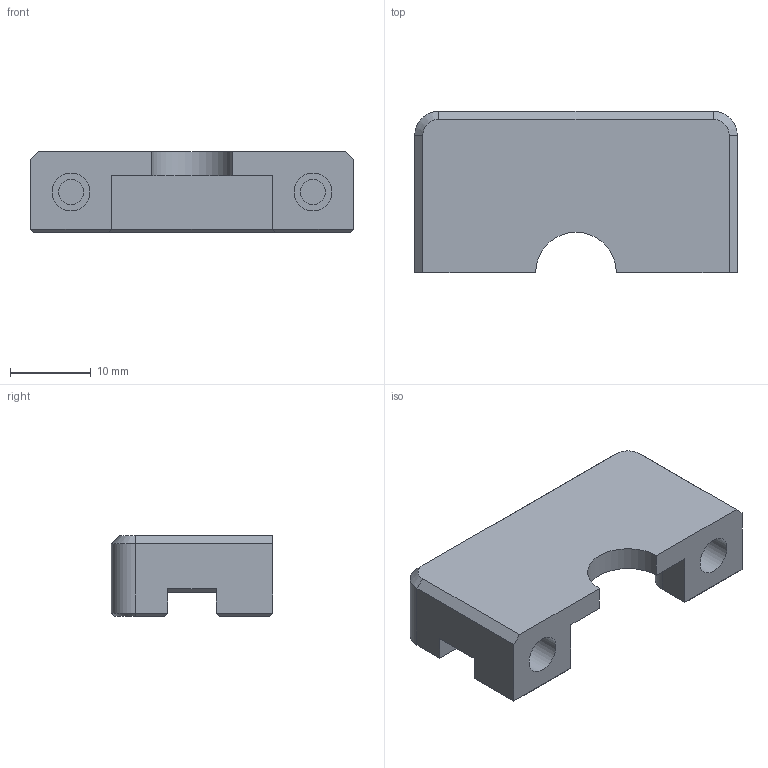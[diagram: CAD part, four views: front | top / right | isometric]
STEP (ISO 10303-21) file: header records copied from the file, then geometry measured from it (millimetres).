
FILE_DESCRIPTION(/* description */ (''),/* implementation_level */ '2;1');
FILE_NAME(/* name */ '',/* time_stamp */ '2026-01-05T12:38:37+03:00',/* author */ (''),/* organization */ (''),/* preprocessor_version */ 'ST-DEVELOPER v20.1',/* originating_system */ 'Autodesk Translation Framework v14.21.0.0',/* authorisation */ '');
FILE_SCHEMA (('AUTOMOTIVE_DESIGN { 1 0 10303 214 3 1 1 }'));
Length unit declared in the file: millimetre
Products named in the file (1): Copy of Copy of 辫子支架^辫子支架_Cop
y of 龙门4驱R1_600 4驱
Bounding box: 40 x 20 x 10 mm (x, y, z)
Volume: 5343.8 mm3; surface area: 3077.9 mm2
Topology: 1 solids, 1 shells, 55 faces, 127 edges, 78 vertices
Faces by surface type: plane 40, cylinder 9, cone 6
Full cylindrical faces by diameter (mm): 3.1 x2, 4.7 x2
Entity records: 1567 total; most frequent: DIRECTION 265, CARTESIAN_POINT 261, ORIENTED_EDGE 254, EDGE_CURVE 127, LINE 101, VECTOR 101, AXIS2_PLACEMENT_3D 82, VERTEX_POINT 78
